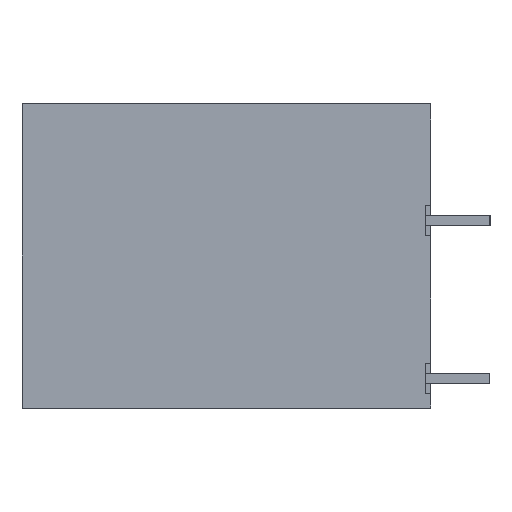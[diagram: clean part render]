
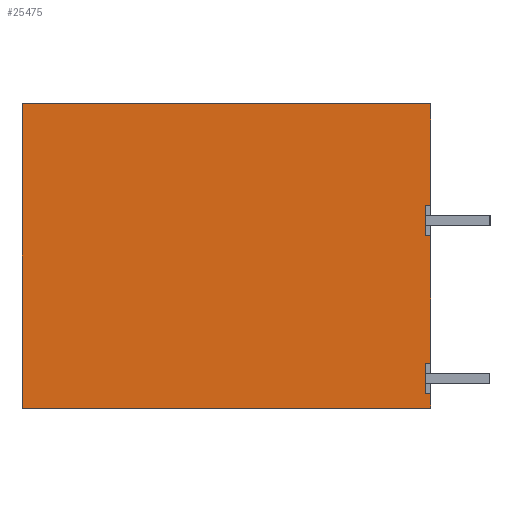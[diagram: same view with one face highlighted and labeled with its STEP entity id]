
A CAD part, left-side view. The second image highlights one B-rep face of the part: STEP entity #25475.
In plain terms, the highlighted planar face has unit normal (-1, 0, 0).
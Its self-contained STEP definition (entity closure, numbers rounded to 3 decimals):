
#25447=AXIS2_PLACEMENT_3D('Plane Axis2P3D',#25444,#25445,#25446) ;
#188=CARTESIAN_POINT('Vertex',(0.,3.8,0.85)) ;
#232=CARTESIAN_POINT('Vertex',(0.,3.8,2.65)) ;
#235=CARTESIAN_POINT('Line Origine',(0.,3.8,1.75)) ;
#1040=CARTESIAN_POINT('Vertex',(0.,3.8,10.2)) ;
#1061=CARTESIAN_POINT('Vertex',(0.,3.8,12.)) ;
#1064=CARTESIAN_POINT('Line Origine',(0.,3.8,11.1)) ;
#11241=CARTESIAN_POINT('Vertex',(0.,3.5,10.2)) ;
#11244=CARTESIAN_POINT('Line Origine',(0.,3.5,6.425)) ;
#11248=CARTESIAN_POINT('Vertex',(0.,3.5,2.65)) ;
#11269=CARTESIAN_POINT('Line Origine',(0.,3.65,10.2)) ;
#11287=CARTESIAN_POINT('Line Origine',(0.,3.65,2.65)) ;
#11343=CARTESIAN_POINT('Vertex',(0.,3.5,0.85)) ;
#11353=CARTESIAN_POINT('Line Origine',(0.,3.65,0.85)) ;
#11366=CARTESIAN_POINT('Line Origine',(0.,3.5,0.425)) ;
#11370=CARTESIAN_POINT('Vertex',(0.,3.5,0.)) ;
#11398=CARTESIAN_POINT('Line Origine',(0.,15.6,0.)) ;
#11402=CARTESIAN_POINT('Vertex',(0.,27.7,0.)) ;
#11541=CARTESIAN_POINT('Vertex',(0.,3.5,12.)) ;
#11544=CARTESIAN_POINT('Line Origine',(0.,3.65,12.)) ;
#25401=CARTESIAN_POINT('Line Origine',(0.,3.5,15.)) ;
#25405=CARTESIAN_POINT('Vertex',(0.,3.5,18.)) ;
#25444=CARTESIAN_POINT('Axis2P3D Location',(0.,0.,0.)) ;
#25449=CARTESIAN_POINT('Line Origine',(0.,15.6,18.)) ;
#25453=CARTESIAN_POINT('Vertex',(0.,27.7,18.)) ;
#25456=CARTESIAN_POINT('Line Origine',(0.,27.7,9.)) ;
#236=DIRECTION('Vector Direction',(0.,0.,-1.)) ;
#1065=DIRECTION('Vector Direction',(0.,0.,-1.)) ;
#11245=DIRECTION('Vector Direction',(0.,0.,-1.)) ;
#11270=DIRECTION('Vector Direction',(0.,1.,0.)) ;
#11288=DIRECTION('Vector Direction',(0.,1.,0.)) ;
#11354=DIRECTION('Vector Direction',(0.,1.,0.)) ;
#11367=DIRECTION('Vector Direction',(0.,0.,-1.)) ;
#11399=DIRECTION('Vector Direction',(0.,1.,0.)) ;
#11545=DIRECTION('Vector Direction',(0.,1.,0.)) ;
#25402=DIRECTION('Vector Direction',(0.,0.,-1.)) ;
#25445=DIRECTION('Axis2P3D Direction',(-1.,0.,0.)) ;
#25446=DIRECTION('Axis2P3D XDirection',(0.,0.,1.)) ;
#25450=DIRECTION('Vector Direction',(0.,-1.,0.)) ;
#25457=DIRECTION('Vector Direction',(0.,0.,1.)) ;
#237=VECTOR('Line Direction',#236,1.) ;
#1066=VECTOR('Line Direction',#1065,1.) ;
#11246=VECTOR('Line Direction',#11245,1.) ;
#11271=VECTOR('Line Direction',#11270,1.) ;
#11289=VECTOR('Line Direction',#11288,1.) ;
#11355=VECTOR('Line Direction',#11354,1.) ;
#11368=VECTOR('Line Direction',#11367,1.) ;
#11400=VECTOR('Line Direction',#11399,1.) ;
#11546=VECTOR('Line Direction',#11545,1.) ;
#25403=VECTOR('Line Direction',#25402,1.) ;
#25451=VECTOR('Line Direction',#25450,1.) ;
#25458=VECTOR('Line Direction',#25457,1.) ;
#25462=ORIENTED_EDGE('',*,*,#1068,.F.) ;
#25463=ORIENTED_EDGE('',*,*,#11548,.F.) ;
#25464=ORIENTED_EDGE('',*,*,#25407,.T.) ;
#25465=ORIENTED_EDGE('',*,*,#25455,.T.) ;
#25466=ORIENTED_EDGE('',*,*,#25460,.T.) ;
#25467=ORIENTED_EDGE('',*,*,#11404,.T.) ;
#25468=ORIENTED_EDGE('',*,*,#11372,.T.) ;
#25469=ORIENTED_EDGE('',*,*,#11357,.T.) ;
#25470=ORIENTED_EDGE('',*,*,#239,.F.) ;
#25471=ORIENTED_EDGE('',*,*,#11291,.F.) ;
#25472=ORIENTED_EDGE('',*,*,#11250,.T.) ;
#25473=ORIENTED_EDGE('',*,*,#11273,.T.) ;
#25475=ADVANCED_FACE('HOUSING',(#25474),#25448,.T.) ;
#239=EDGE_CURVE('',#233,#189,#238,.T.) ;
#1068=EDGE_CURVE('',#1062,#1041,#1067,.T.) ;
#11250=EDGE_CURVE('',#11249,#11242,#11247,.F.) ;
#11273=EDGE_CURVE('',#11242,#1041,#11272,.T.) ;
#11291=EDGE_CURVE('',#11249,#233,#11290,.T.) ;
#11357=EDGE_CURVE('',#11344,#189,#11356,.T.) ;
#11372=EDGE_CURVE('',#11371,#11344,#11369,.F.) ;
#11404=EDGE_CURVE('',#11403,#11371,#11401,.F.) ;
#11548=EDGE_CURVE('',#11542,#1062,#11547,.T.) ;
#25407=EDGE_CURVE('',#11542,#25406,#25404,.F.) ;
#25455=EDGE_CURVE('',#25406,#25454,#25452,.F.) ;
#25460=EDGE_CURVE('',#25454,#11403,#25459,.F.) ;
#25461=EDGE_LOOP('',(#25462,#25463,#25464,#25465,#25466,#25467,#25468,#25469,#25470,#25471,#25472,#25473)) ;
#25474=FACE_OUTER_BOUND('',#25461,.T.) ;
#238=LINE('Line',#235,#237) ;
#1067=LINE('Line',#1064,#1066) ;
#11247=LINE('Line',#11244,#11246) ;
#11272=LINE('Line',#11269,#11271) ;
#11290=LINE('Line',#11287,#11289) ;
#11356=LINE('Line',#11353,#11355) ;
#11369=LINE('Line',#11366,#11368) ;
#11401=LINE('Line',#11398,#11400) ;
#11547=LINE('Line',#11544,#11546) ;
#25404=LINE('Line',#25401,#25403) ;
#25452=LINE('Line',#25449,#25451) ;
#25459=LINE('Line',#25456,#25458) ;
#25448=PLANE('',#25447) ;
#189=VERTEX_POINT('',#188) ;
#233=VERTEX_POINT('',#232) ;
#1041=VERTEX_POINT('',#1040) ;
#1062=VERTEX_POINT('',#1061) ;
#11242=VERTEX_POINT('',#11241) ;
#11249=VERTEX_POINT('',#11248) ;
#11344=VERTEX_POINT('',#11343) ;
#11371=VERTEX_POINT('',#11370) ;
#11403=VERTEX_POINT('',#11402) ;
#11542=VERTEX_POINT('',#11541) ;
#25406=VERTEX_POINT('',#25405) ;
#25454=VERTEX_POINT('',#25453) ;
